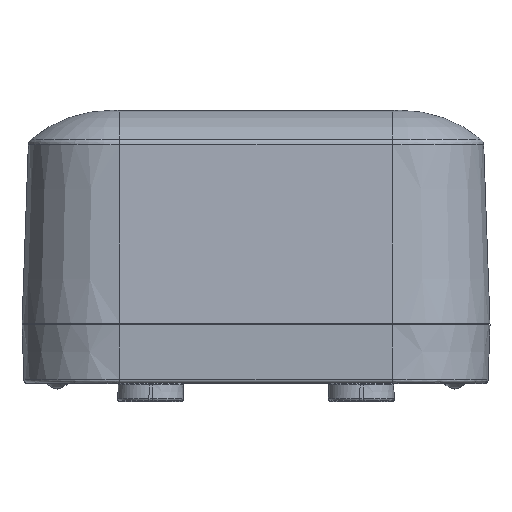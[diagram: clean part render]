
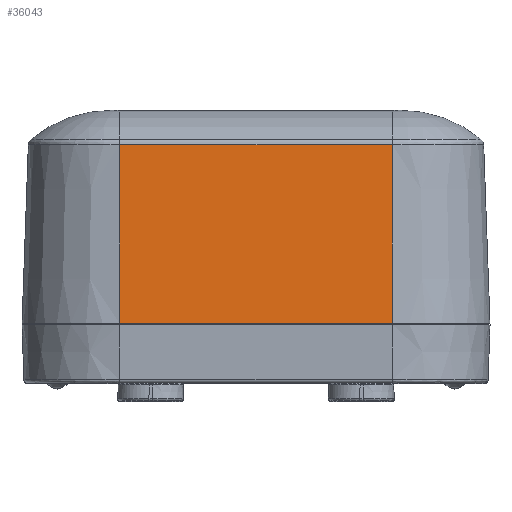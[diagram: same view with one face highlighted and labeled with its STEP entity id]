
A CAD part, top view. The second image highlights one B-rep face of the part: STEP entity #36043.
In plain terms, the highlighted face is planar.
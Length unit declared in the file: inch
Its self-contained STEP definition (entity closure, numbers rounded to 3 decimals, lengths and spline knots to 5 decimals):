
#66 = DIRECTION ( 'NONE',  ( 0., -0.035, 0.999 ) ) ;
#556 = VERTEX_POINT ( 'NONE', #86094 ) ;
#883 = EDGE_CURVE ( 'NONE', #30453, #556, #41801, .T. ) ;
#1077 = ORIENTED_EDGE ( 'NONE', *, *, #20123, .F. ) ;
#2333 = CARTESIAN_POINT ( 'NONE',  ( 1.37795, 0.01575, -2.36165 ) ) ;
#5334 = CARTESIAN_POINT ( 'NONE',  ( -1.37795, 1.8157, -2.2988 ) ) ;
#5800 = DIRECTION ( 'NONE',  ( -1., 0., 0. ) ) ;
#6705 = ORIENTED_EDGE ( 'NONE', *, *, #41036, .F. ) ;
#11715 = CARTESIAN_POINT ( 'NONE',  ( -1.37795, 0., -2.3622 ) ) ;
#14009 = CARTESIAN_POINT ( 'NONE',  ( 1.37795, 0., -2.3622 ) ) ;
#17766 = VERTEX_POINT ( 'NONE', #49899 ) ;
#20123 = EDGE_CURVE ( 'NONE', #23816, #17766, #22532, .T. ) ;
#21202 = AXIS2_PLACEMENT_3D ( 'NONE', #14009, #66, #64893 ) ;
#21700 = PLANE ( 'NONE',  #21202 ) ;
#22183 = ORIENTED_EDGE ( 'NONE', *, *, #66177, .F. ) ;
#22532 = LINE ( 'NONE', #2333, #77331 ) ;
#23816 = VERTEX_POINT ( 'NONE', #35041 ) ;
#30453 = VERTEX_POINT ( 'NONE', #92068 ) ;
#35041 = CARTESIAN_POINT ( 'NONE',  ( -1.37795, 0.01575, -2.36165 ) ) ;
#36043 = ADVANCED_FACE ( 'NONE', ( #87469 ), #21700, .F. ) ;
#36669 = LINE ( 'NONE', #42905, #68532 ) ;
#41036 = EDGE_CURVE ( 'NONE', #556, #23816, #46768, .T. ) ;
#41801 = LINE ( 'NONE', #5334, #45098 ) ;
#42905 = CARTESIAN_POINT ( 'NONE',  ( 1.37795, 0., -2.3622 ) ) ;
#45098 = VECTOR ( 'NONE', #5800, 39.37008 ) ;
#46768 = LINE ( 'NONE', #11715, #53641 ) ;
#49899 = CARTESIAN_POINT ( 'NONE',  ( 1.37795, 0.01575, -2.36165 ) ) ;
#53641 = VECTOR ( 'NONE', #61662, 39.37008 ) ;
#57901 = EDGE_LOOP ( 'NONE', ( #6705, #69354, #22183, #1077 ) ) ;
#58725 = DIRECTION ( 'NONE',  ( 0., 0.999, 0.035 ) ) ;
#61662 = DIRECTION ( 'NONE',  ( 0., -0.999, -0.035 ) ) ;
#64893 = DIRECTION ( 'NONE',  ( 0., -0.999, -0.035 ) ) ;
#66177 = EDGE_CURVE ( 'NONE', #17766, #30453, #36669, .T. ) ;
#68532 = VECTOR ( 'NONE', #58725, 39.37008 ) ;
#69354 = ORIENTED_EDGE ( 'NONE', *, *, #883, .F. ) ;
#77331 = VECTOR ( 'NONE', #83001, 39.37008 ) ;
#83001 = DIRECTION ( 'NONE',  ( 1., 0., 0. ) ) ;
#86094 = CARTESIAN_POINT ( 'NONE',  ( -1.37795, 1.8157, -2.2988 ) ) ;
#87469 = FACE_OUTER_BOUND ( 'NONE', #57901, .T. ) ;
#92068 = CARTESIAN_POINT ( 'NONE',  ( 1.37795, 1.8157, -2.2988 ) ) ;
